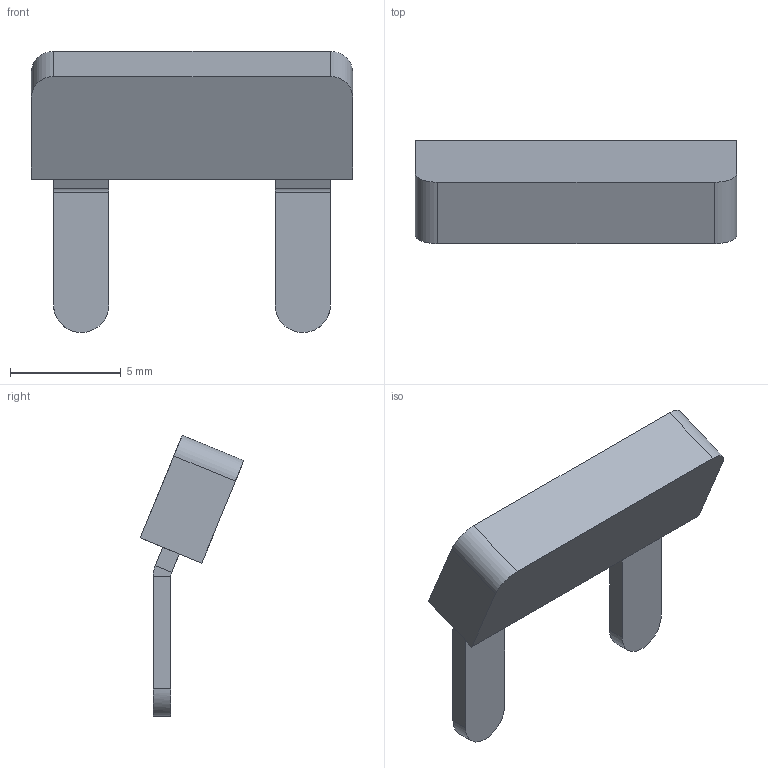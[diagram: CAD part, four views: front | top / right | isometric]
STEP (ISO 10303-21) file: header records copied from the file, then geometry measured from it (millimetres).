
FILE_DESCRIPTION(('CATIA V5R24 STEP','CAx-IF Rec.Pracs.--- Model Styling and Organization---1.2---2011-12-15'),'2;1');
FILE_NAME ('041763-1_1_3833700000_3833700000.stp','2018-08-24T11:25:58+00:00',('none'),('Weidmueller'),'CATIA Version 5-6 Release 2014 SP4 HF52','CATIA V5 STEP AP214','none');
FILE_SCHEMA(('AUTOMOTIVE_DESIGN { 1 0 10303 214 1 1 1 1 }'));
Length unit declared in the file: millimetre
Products named in the file (1): 3833700000
Bounding box: 14.5 x 4.67 x 12.69 mm (x, y, z)
Volume: 245.4 mm3; surface area: 549.4 mm2
Topology: 2 solids, 2 shells, 52 faces, 128 edges, 80 vertices
Faces by surface type: plane 34, cylinder 18
Entity records: 1553 total; most frequent: CARTESIAN_POINT 286, ORIENTED_EDGE 256, DIRECTION 233, EDGE_CURVE 128, VECTOR 92, LINE 92, AXIS2_PLACEMENT_3D 87, VERTEX_POINT 80
